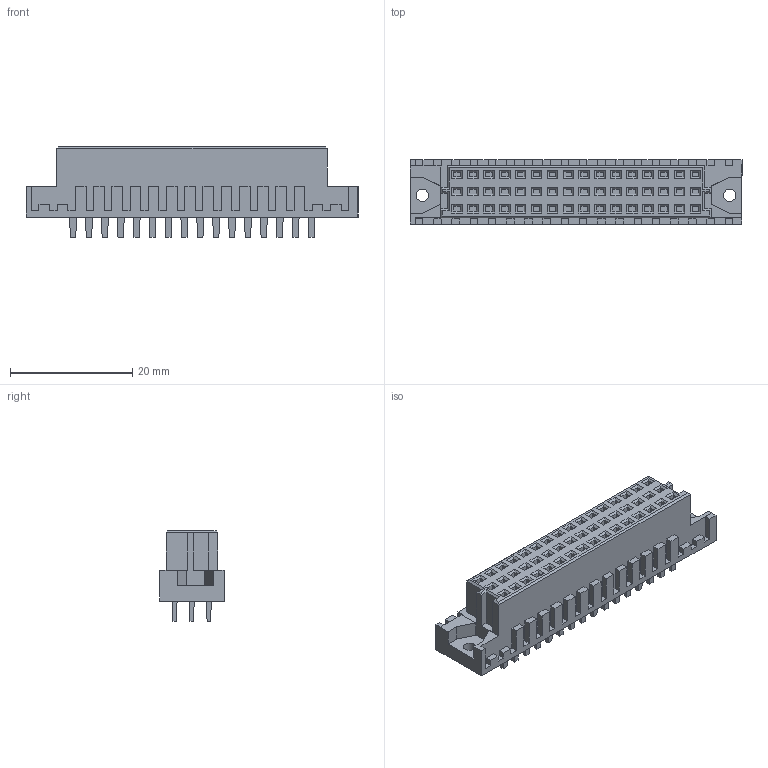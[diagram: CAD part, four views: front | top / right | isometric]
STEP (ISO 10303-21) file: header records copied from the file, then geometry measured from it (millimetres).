
FILE_DESCRIPTION (( 'STEP AP214' ), '1' );
FILE_NAME ('com_dim-48.STEP', '2019-11-29T12:34:29', ( '' ), ( '' ), 'SwSTEP 2.0', 'SolidWorks 2018', '' );
FILE_SCHEMA (( 'AUTOMOTIVE_DESIGN' ));
Length unit declared in the file: millimetre
Products named in the file (1): com_dim-48
Bounding box: 54.3 x 10.5 x 14.8 mm (x, y, z)
Volume: 4466.2 mm3; surface area: 5432.3 mm2
Topology: 49 solids, 49 shells, 876 faces, 2123 edges, 1345 vertices
Faces by surface type: plane 872, cylinder 4
Entity records: 25433 total; most frequent: CARTESIAN_POINT 4345, ORIENTED_EDGE 4246, DIRECTION 3885, EDGE_CURVE 2123, VECTOR 2115, LINE 2115, VERTEX_POINT 1345, EDGE_LOOP 976
